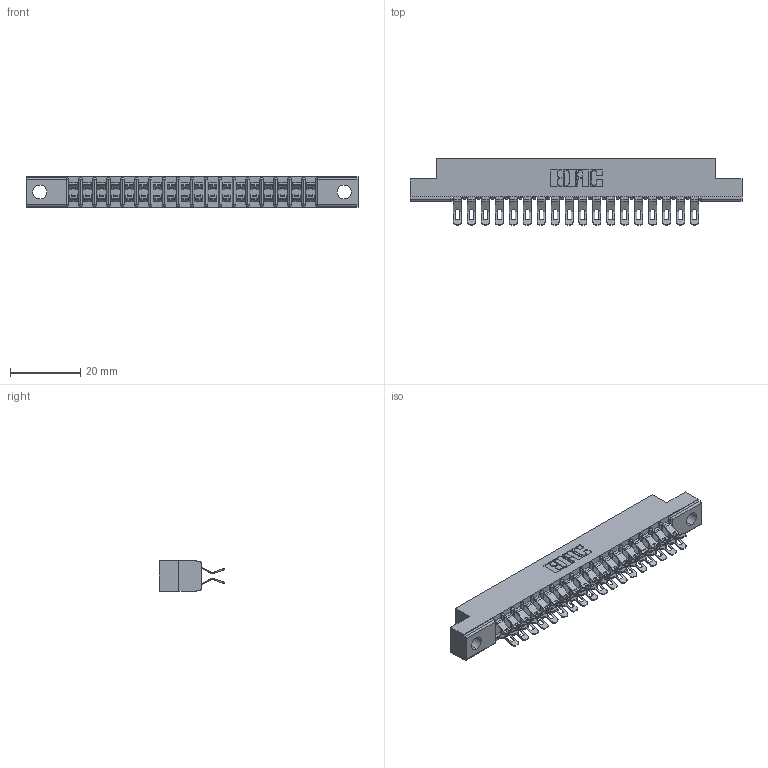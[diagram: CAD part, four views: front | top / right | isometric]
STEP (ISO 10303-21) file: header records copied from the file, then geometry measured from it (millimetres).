
FILE_DESCRIPTION (( 'STEP AP203' ), '1' );
FILE_NAME ('357-036-555-204.STEP', '2019-09-18T03:29:12', ( '' ), ( '' ), 'SwSTEP 2.0', 'SolidWorks 2016', '' );
FILE_SCHEMA (( 'CONFIG_CONTROL_DESIGN' ));
Length unit declared in the file: inch
Products named in the file (3): 307-290-001_555; 357-036-555-204; 307 Part_.156 Dia Mounting Holes
Assembly tree (37 placements, depth 2):
  357-036-555-204
    307 Part_.156 Dia Mounting Holes
    307-290-001_555  x36
Bounding box: 94.34 x 18.75 x 8.71 mm (x, y, z)
Volume: 6172.3 mm3; surface area: 11174.1 mm2
Topology: 37 solids, 37 shells, 2347 faces, 6875 edges, 4482 vertices
Faces by surface type: plane 1308, cylinder 1001, sphere 38
Entity records: 19921 total; most frequent: CARTESIAN_POINT 3276, ORIENTED_EDGE 3244, DIRECTION 3218, EDGE_CURVE 1622, VECTOR 1230, LINE 1230, VERTEX_POINT 1052, AXIS2_PLACEMENT_3D 994
